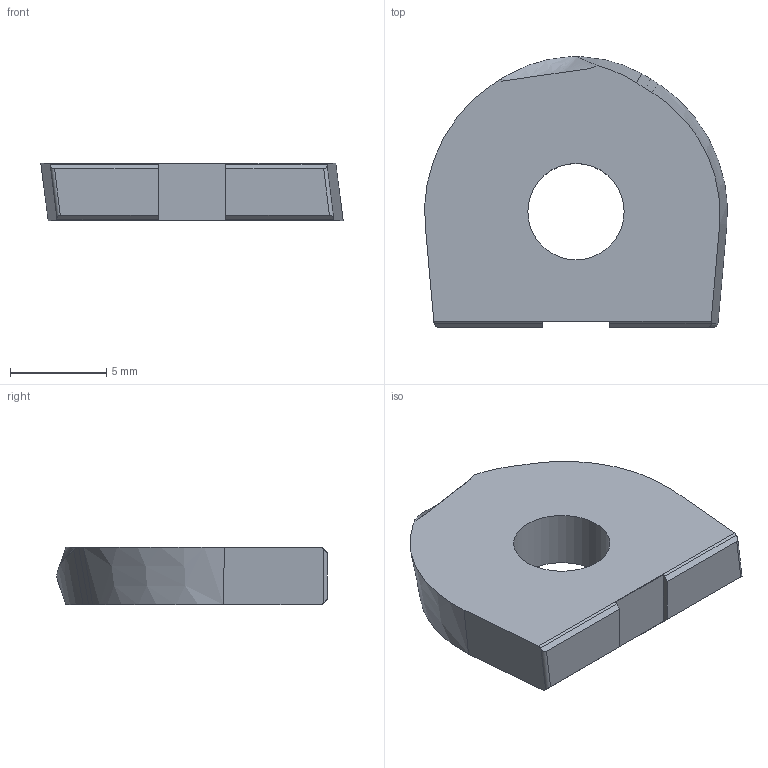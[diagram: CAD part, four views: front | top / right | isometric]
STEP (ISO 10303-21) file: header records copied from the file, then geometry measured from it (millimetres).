
FILE_DESCRIPTION(/* description */ (''),/* implementation_level */ '2;1');
FILE_NAME(/* name */ 'RC16_115005037ndi000_00_SIM.stp',/* time_stamp */ '2022-01-19T11:10:46+01:00',/* author */ (''),/* organization */ (''),/* preprocessor_version */ 'ST-DEVELOPER v16.7',/* originating_system */ 'SIEMENS PLM Software NX 12.0',/* authorisation */ '');
FILE_SCHEMA (('AUTOMOTIVE_DESIGN { 1 0 10303 214 3 1 1 1 }'));
Length unit declared in the file: millimetre
Products named in the file (1): fo343714F102y250
Bounding box: 15.69 x 14.05 x 3 mm (x, y, z)
Volume: 481.3 mm3; surface area: 516.4 mm2
Topology: 1 solids, 1 shells, 28 faces, 86 edges, 60 vertices
Faces by surface type: plane 15, bspline 6, cylinder 5, revolution 2
Full cylindrical faces by diameter (mm): 5 x1
Entity records: 1388 total; most frequent: CARTESIAN_POINT 622, ORIENTED_EDGE 170, DIRECTION 122, EDGE_CURVE 85, VERTEX_POINT 60, LINE 44, VECTOR 44, AXIS2_PLACEMENT_3D 38
